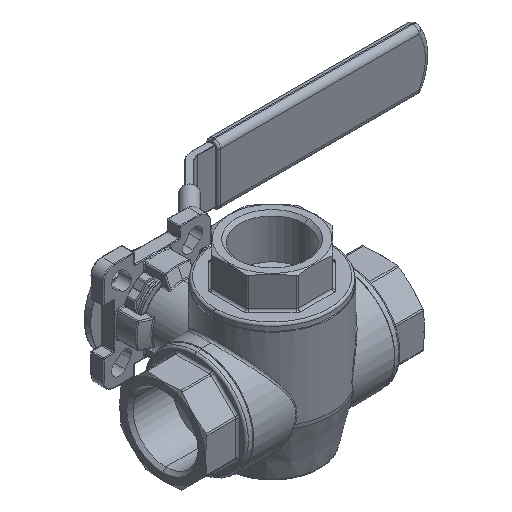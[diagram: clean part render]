
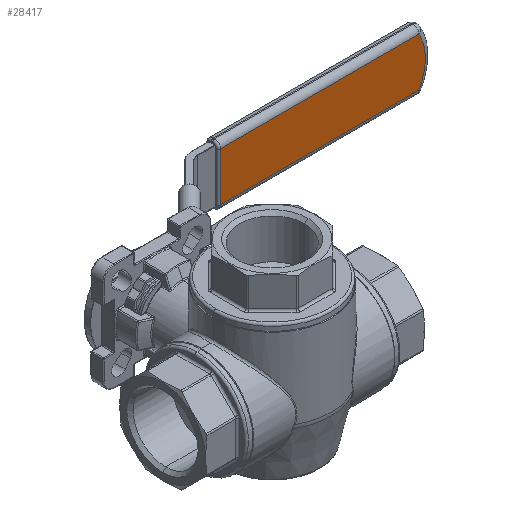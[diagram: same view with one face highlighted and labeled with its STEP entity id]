
A CAD part, isometric view. The second image highlights one B-rep face of the part: STEP entity #28417.
In plain terms, the highlighted planar face has unit normal (0, -1, 0).
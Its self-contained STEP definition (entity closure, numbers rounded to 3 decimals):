
#73 = CARTESIAN_POINT ( 'NONE',  ( 64.985, 89., 14. ) ) ;
#1433 = ORIENTED_EDGE ( 'NONE', *, *, #33675, .T. ) ;
#2082 = ORIENTED_EDGE ( 'NONE', *, *, #44078, .T. ) ;
#5558 = EDGE_CURVE ( 'NONE', #38443, #30914, #11911, .T. ) ;
#11911 = CIRCLE ( 'NONE', #43395, 22.3 ) ;
#14389 = CARTESIAN_POINT ( 'NONE',  ( 163., 89., 11.3 ) ) ;
#15778 = CARTESIAN_POINT ( 'NONE',  ( 157.224, 89., -11.3 ) ) ;
#16388 = EDGE_LOOP ( 'NONE', ( #52070, #1433, #22769, #2082 ) ) ;
#17623 = CARTESIAN_POINT ( 'NONE',  ( 64.985, 89., -11.3 ) ) ;
#20165 = LINE ( 'NONE', #14389, #35632 ) ;
#20767 = VECTOR ( 'NONE', #36565, 1000. ) ;
#21229 = CARTESIAN_POINT ( 'NONE',  ( 158.711, 89., -11.3 ) ) ;
#21396 = VERTEX_POINT ( 'NONE', #35840 ) ;
#21451 = EDGE_CURVE ( 'NONE', #21396, #48537, #41506, .T. ) ;
#22769 = ORIENTED_EDGE ( 'NONE', *, *, #5558, .T. ) ;
#24009 = PLANE ( 'NONE',  #43441 ) ;
#26308 = CARTESIAN_POINT ( 'NONE',  ( 157.224, 89., 11.3 ) ) ;
#28003 = CARTESIAN_POINT ( 'NONE',  ( 163., 89., 14. ) ) ;
#28417 = ADVANCED_FACE ( 'NONE', ( #46136 ), #24009, .F. ) ;
#29874 = CARTESIAN_POINT ( 'NONE',  ( 137.999, 89., 0. ) ) ;
#30914 = VERTEX_POINT ( 'NONE', #26308 ) ;
#33675 = EDGE_CURVE ( 'NONE', #48537, #38443, #47089, .T. ) ;
#33696 = DIRECTION ( 'NONE',  ( 1., 0., 0. ) ) ;
#34161 = DIRECTION ( 'NONE',  ( 0., -1., 0. ) ) ;
#35536 = DIRECTION ( 'NONE',  ( 0., 1., 0. ) ) ;
#35632 = VECTOR ( 'NONE', #47771, 1000. ) ;
#35840 = CARTESIAN_POINT ( 'NONE',  ( 64.985, 89., 11.3 ) ) ;
#36050 = VECTOR ( 'NONE', #33696, 1000. ) ;
#36565 = DIRECTION ( 'NONE',  ( 0., 0., -1. ) ) ;
#38443 = VERTEX_POINT ( 'NONE', #15778 ) ;
#39743 = DIRECTION ( 'NONE',  ( 0., 0., 1. ) ) ;
#41506 = LINE ( 'NONE', #73, #20767 ) ;
#42189 = DIRECTION ( 'NONE',  ( 0., 0., 1. ) ) ;
#43395 = AXIS2_PLACEMENT_3D ( 'NONE', #29874, #34161, #42189 ) ;
#43441 = AXIS2_PLACEMENT_3D ( 'NONE', #28003, #35536, #39743 ) ;
#44078 = EDGE_CURVE ( 'NONE', #30914, #21396, #20165, .T. ) ;
#46136 = FACE_OUTER_BOUND ( 'NONE', #16388, .T. ) ;
#47089 = LINE ( 'NONE', #21229, #36050 ) ;
#47771 = DIRECTION ( 'NONE',  ( -1., 0., 0. ) ) ;
#48537 = VERTEX_POINT ( 'NONE', #17623 ) ;
#52070 = ORIENTED_EDGE ( 'NONE', *, *, #21451, .T. ) ;
